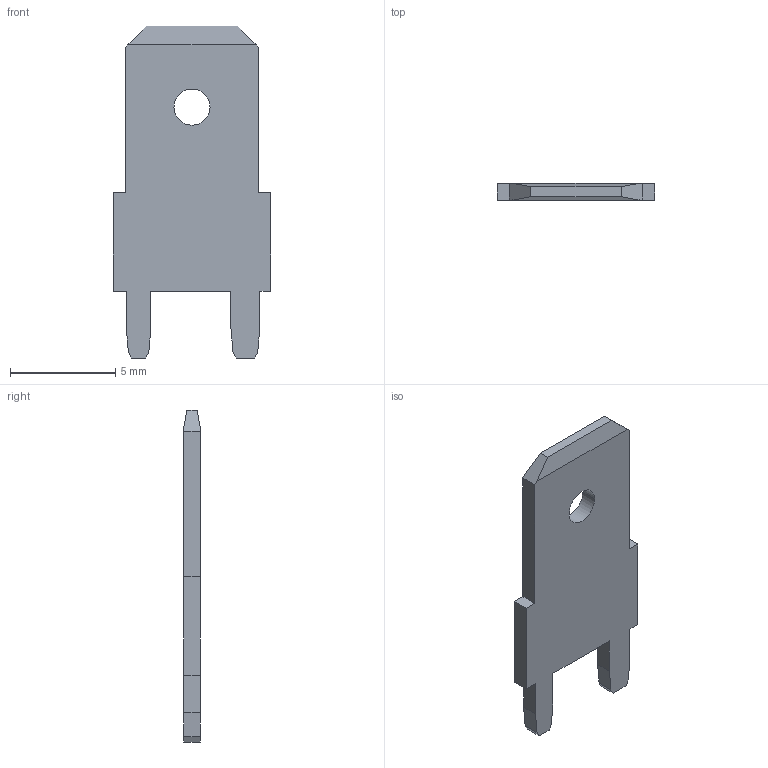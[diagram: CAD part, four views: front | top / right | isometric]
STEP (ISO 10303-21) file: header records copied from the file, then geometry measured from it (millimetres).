
FILE_DESCRIPTION((''),'2;1');
FILE_NAME('TYCO_62409-1.stp','2010-04-16T13:25:44',(''),(''),'Mechanical Desktop 2010','Mechanical Desktop 2010',', , ');
FILE_SCHEMA(('CONFIG_CONTROL_DESIGN'));
Length unit declared in the file: millimetre
Products named in the file (2): Product; C-0062409-01-3
Bounding box: 7.49 x 0.8 x 15.8 mm (x, y, z)
Volume: 71.2 mm3; surface area: 223.1 mm2
Topology: 1 solids, 1 shells, 32 faces, 90 edges, 60 vertices
Faces by surface type: plane 21, bspline 9, cylinder 2
Entity records: 1153 total; most frequent: CARTESIAN_POINT 210, ORIENTED_EDGE 180, DIRECTION 142, EDGE_CURVE 90, VECTOR 86, LINE 86, VERTEX_POINT 60, EDGE_LOOP 34
